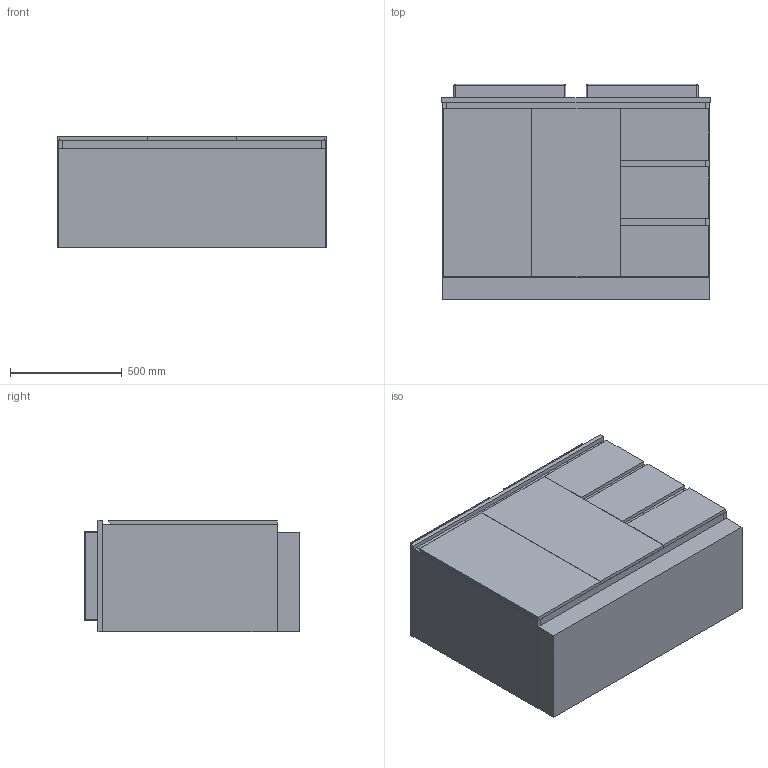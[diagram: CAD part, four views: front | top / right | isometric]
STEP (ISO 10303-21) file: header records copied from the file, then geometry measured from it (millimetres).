
FILE_DESCRIPTION (( 'STEP AP214' ), '1' );
FILE_NAME ('FD Benchtop 1200D WK ASSEM.STEP', '2019-03-06T04:46:44', ( '' ), ( '' ), 'SwSTEP 2.0', 'SolidWorks 2015', '' );
FILE_SCHEMA (( 'AUTOMOTIVE_DESIGN' ));
Length unit declared in the file: millimetre
Products named in the file (7): CERAMIC OVERFLOW COVER; 1200D semi inset top; Posh Solus Semi-Inset Basin; FD Benchtop 1200D WK; 1200D semi inset top ASSEM; Posh Solus Semi-Inset Basin ASSEM; FD Benchtop 1200D WK ASSEM
Assembly tree (7 placements, depth 4):
  FD Benchtop 1200D WK ASSEM
    FD Benchtop 1200D WK
    1200D semi inset top ASSEM
      1200D semi inset top
      Posh Solus Semi-Inset Basin ASSEM  x2
        Posh Solus Semi-Inset Basin
        CERAMIC OVERFLOW COVER
Bounding box: 1200 x 960.1 x 500 mm (x, y, z)
Volume: 135458858.9 mm3; surface area: 11691869.9 mm2
Topology: 16 solids, 16 shells, 287 faces, 665 edges, 412 vertices
Faces by surface type: plane 193, cylinder 52, torus 16, bspline 14, sphere 12
Entity records: 6422 total; most frequent: CARTESIAN_POINT 1606, DIRECTION 867, ORIENTED_EDGE 840, EDGE_CURVE 420, LINE 311, VECTOR 311, AXIS2_PLACEMENT_3D 278, VERTEX_POINT 267
